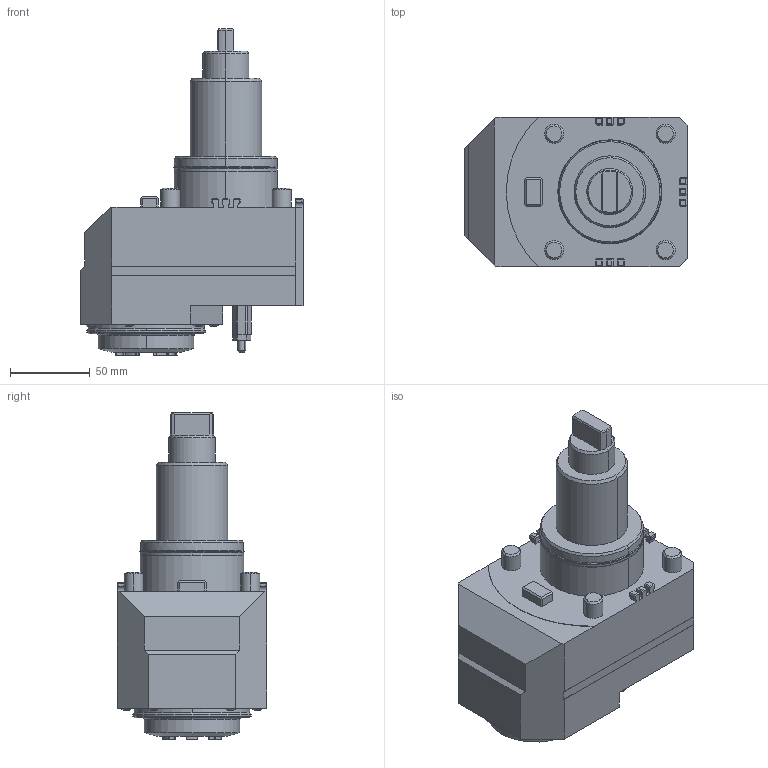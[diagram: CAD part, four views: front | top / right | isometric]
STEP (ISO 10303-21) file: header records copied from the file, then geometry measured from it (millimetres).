
FILE_DESCRIPTION(('HOOPS Exchange Step'),'2;1');
FILE_NAME('Modelcomposition.stp','2024-05-01T08:57:28+00:00',('toolarena-modelservice-ewspro'),('Unknown organisation'),'HOOPS Exchange 2021.2','HOOPS Exchange','Unknown authorisation');
FILE_SCHEMA( ('AP242_MANAGED_MODEL_BASED_3D_ENGINEERING_MIM_LF {1 0 10303 442 1 1 4 }') );
Length unit declared in the file: millimetre
Products named in the file (1): EWS_229162_DIN4003
Bounding box: 139.5 x 94 x 205 mm (x, y, z)
Volume: 1121179.2 mm3; surface area: 78375.7 mm2
Topology: 1 solids, 1 shells, 337 faces, 854 edges, 546 vertices
Faces by surface type: plane 201, cylinder 81, cone 42, bspline 7, torus 6
Entity records: 10257 total; most frequent: CARTESIAN_POINT 2014, DIRECTION 1745, ORIENTED_EDGE 1708, EDGE_CURVE 854, AXIS2_PLACEMENT_3D 598, VECTOR 549, LINE 549, VERTEX_POINT 546
